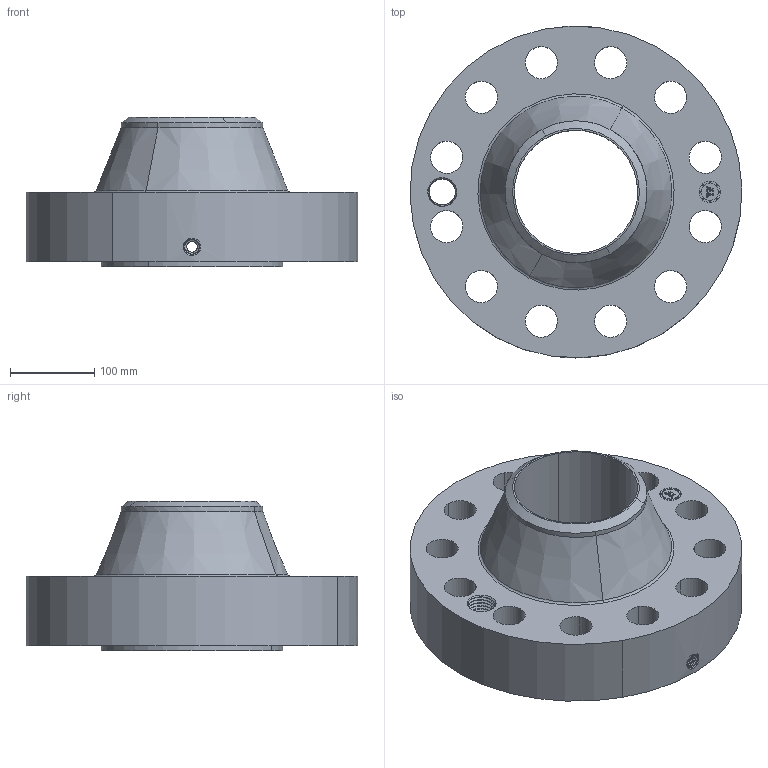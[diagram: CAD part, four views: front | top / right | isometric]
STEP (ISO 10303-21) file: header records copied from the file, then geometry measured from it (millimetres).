
FILE_DESCRIPTION(('3D STEP'),'2;1');
FILE_NAME('6-1500-RF-WELD-NECK-XH-ORIF-FLANGE.stp','2013-11-03T20:55:37+00:00',('Texas Flange'),(''),'CATIA Version 5 Release 20 SP 6 (IN-10)','CATIA V5 STEP AP214','800-826-3801');
FILE_SCHEMA(('AUTOMOTIVE_DESIGN { 1 0 10303 214 1 1 1 1 }'));
Length unit declared in the file: inch
Products named in the file (1): 6-1500-RF-WELD-NECK-XH-ORIF-FLANGE
Bounding box: 393.59 x 393.7 x 177.8 mm (x, y, z)
Volume: 8695488.7 mm3; surface area: 547488 mm2
Topology: 1 solids, 1 shells, 804 faces, 2184 edges, 1401 vertices
Faces by surface type: plane 369, bspline 270, cylinder 111, cone 48, revolution 4, torus 2
Entity records: 34520 total; most frequent: CARTESIAN_POINT 14711, ORIENTED_EDGE 4368, EDGE_CURVE 2184, DIRECTION 2108, VERTEX_POINT 1401, VECTOR 1198, LINE 1198, B_SPLINE_CURVE_WITH_KNOTS 858
